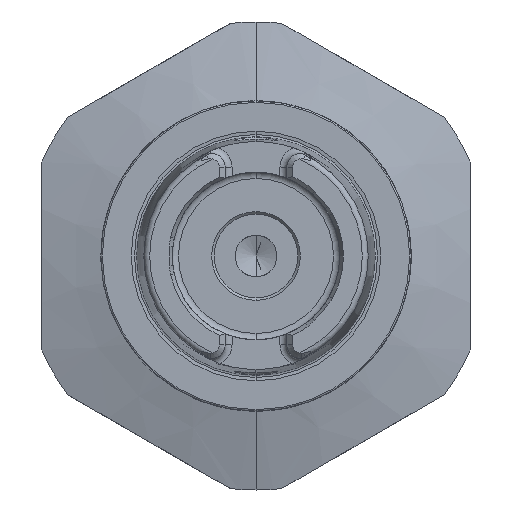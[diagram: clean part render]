
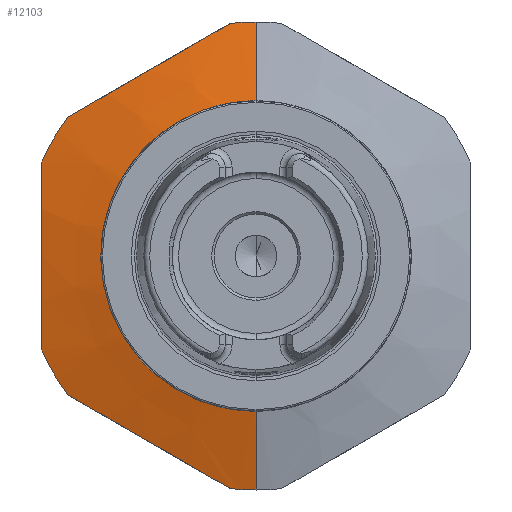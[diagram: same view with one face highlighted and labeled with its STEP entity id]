
A CAD part, left-side view. The second image highlights one B-rep face of the part: STEP entity #12103.
In plain terms, the highlighted conical face has half-angle 75 degrees and reference radius 50.259 mm.
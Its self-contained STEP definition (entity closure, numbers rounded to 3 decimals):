
#23 = CARTESIAN_POINT ( 'NONE',  ( 48.186, 35.519, -29.723 ) ) ;
#74 = CARTESIAN_POINT ( 'NONE',  ( 49.267, 0., 0. ) ) ;
#132 = DIRECTION ( 'NONE',  ( 0., 0., -1. ) ) ;
#530 = EDGE_CURVE ( 'NONE', #2500, #8186, #11167, .T. ) ;
#721 = CARTESIAN_POINT ( 'NONE',  ( 47.362, 21.75, 37.672 ) ) ;
#800 = CARTESIAN_POINT ( 'NONE',  ( 47.55, 43.5, -6.33 ) ) ;
#1101 = DIRECTION ( 'NONE',  ( 0., 0., -1. ) ) ;
#1255 = ORIENTED_EDGE ( 'NONE', *, *, #4940, .F. ) ;
#1545 = EDGE_CURVE ( 'NONE', #14070, #10039, #14444, .T. ) ;
#1752 = VERTEX_POINT ( 'NONE', #5982 ) ;
#1802 = CARTESIAN_POINT ( 'NONE',  ( 48.528, 38.273, 28.133 ) ) ;
#1846 = CARTESIAN_POINT ( 'NONE',  ( 47.916, 10.735, 44.032 ) ) ;
#1902 = CARTESIAN_POINT ( 'NONE',  ( 48.528, 0., -47.5 ) ) ;
#1923 = CARTESIAN_POINT ( 'NONE',  ( 47.457, 43.5, 3.213 ) ) ;
#2500 = VERTEX_POINT ( 'NONE', #12204 ) ;
#2628 = DIRECTION ( 'NONE',  ( -1., 0., 0. ) ) ;
#2917 = AXIS2_PLACEMENT_3D ( 'NONE', #15013, #8020, #1101 ) ;
#3021 = CARTESIAN_POINT ( 'NONE',  ( 48.528, 5.227, 47.211 ) ) ;
#3099 = CARTESIAN_POINT ( 'NONE',  ( 47.917, 43.5, 12.738 ) ) ;
#3111 = ORIENTED_EDGE ( 'NONE', *, *, #10123, .F. ) ;
#3378 = DIRECTION ( 'NONE',  ( 1., 0., 0. ) ) ;
#3474 = CARTESIAN_POINT ( 'NONE',  ( 48.528, 5.227, -47.211 ) ) ;
#3751 = AXIS2_PLACEMENT_3D ( 'NONE', #6781, #14907, #7924 ) ;
#3969 = CIRCLE ( 'NONE', #5187, 26.741 ) ;
#4237 = CARTESIAN_POINT ( 'NONE',  ( 48.528, 0., 47.5 ) ) ;
#4266 = CARTESIAN_POINT ( 'NONE',  ( 48.528, 43.5, 19.079 ) ) ;
#4312 = ORIENTED_EDGE ( 'NONE', *, *, #11599, .F. ) ;
#4491 = DIRECTION ( 'NONE',  ( 0.259, 0., 0.966 ) ) ;
#4530 = ORIENTED_EDGE ( 'NONE', *, *, #9033, .F. ) ;
#4624 = CARTESIAN_POINT ( 'NONE',  ( 47.916, 10.735, -44.032 ) ) ;
#4940 = EDGE_CURVE ( 'NONE', #11469, #14586, #15044, .T. ) ;
#5170 = B_SPLINE_CURVE_WITH_KNOTS ( 'NONE', 3,
 ( #1802, #7536, #14618, #7632, #721, #8811, #1846, #9992, #3021 ),
 .UNSPECIFIED., .F., .F.,
 ( 4, 2, 1, 2, 4 ),
 ( 0., 0.01, 0.019, 0.029, 0.038 ),
 .UNSPECIFIED. ) ;
#5187 = AXIS2_PLACEMENT_3D ( 'NONE', #9615, #2628, #10771 ) ;
#5319 = AXIS2_PLACEMENT_3D ( 'NONE', #74, #7064, #132 ) ;
#5382 = CARTESIAN_POINT ( 'NONE',  ( 48.185, 43.5, -15.89 ) ) ;
#5449 = ORIENTED_EDGE ( 'NONE', *, *, #530, .F. ) ;
#5663 = CARTESIAN_POINT ( 'NONE',  ( 49.267, 0., -50.259 ) ) ;
#5734 = VERTEX_POINT ( 'NONE', #12916 ) ;
#5793 = CARTESIAN_POINT ( 'NONE',  ( 47.362, 21.75, -37.672 ) ) ;
#5982 = CARTESIAN_POINT ( 'NONE',  ( 48.528, 43.5, 19.079 ) ) ;
#6005 = ORIENTED_EDGE ( 'NONE', *, *, #6935, .F. ) ;
#6075 = DIRECTION ( 'NONE',  ( 1., 0., 0. ) ) ;
#6534 = AXIS2_PLACEMENT_3D ( 'NONE', #10316, #3378, #11491 ) ;
#6619 = VECTOR ( 'NONE', #4491, 1000. ) ;
#6684 = CARTESIAN_POINT ( 'NONE',  ( 48.528, 38.273, 28.133 ) ) ;
#6758 = CARTESIAN_POINT ( 'NONE',  ( 42.966, 0., 26.741 ) ) ;
#6781 = CARTESIAN_POINT ( 'NONE',  ( 48.528, 0., 0. ) ) ;
#6804 = CARTESIAN_POINT ( 'NONE',  ( 49.267, 0., 50.259 ) ) ;
#6935 = EDGE_CURVE ( 'NONE', #8186, #9475, #10437, .T. ) ;
#6975 = CARTESIAN_POINT ( 'NONE',  ( 47.916, 32.765, -31.313 ) ) ;
#7047 = EDGE_LOOP ( 'NONE', ( #4530, #9232, #3111, #12928, #11801, #12033, #1255, #4312, #6005, #5449 ) ) ;
#7064 = DIRECTION ( 'NONE',  ( 1., 0., 0. ) ) ;
#7509 = CIRCLE ( 'NONE', #2917, 47.5 ) ;
#7536 = CARTESIAN_POINT ( 'NONE',  ( 48.186, 35.519, 29.723 ) ) ;
#7600 = B_SPLINE_CURVE_WITH_KNOTS ( 'NONE', 3,
 ( #10023, #5382, #7714, #800, #8894, #1923, #10070, #3099, #11215, #4266 ),
 .UNSPECIFIED., .F., .F.,
 ( 4, 2, 2, 2, 4 ),
 ( 0.048, 0.057, 0.067, 0.076, 0.086 ),
 .UNSPECIFIED. ) ;
#7632 = CARTESIAN_POINT ( 'NONE',  ( 47.551, 27.258, 34.492 ) ) ;
#7714 = CARTESIAN_POINT ( 'NONE',  ( 47.914, 43.5, -12.701 ) ) ;
#7790 = CARTESIAN_POINT ( 'NONE',  ( 48.528, 5.227, -47.211 ) ) ;
#7878 = CARTESIAN_POINT ( 'NONE',  ( 48.528, 38.273, -28.133 ) ) ;
#7924 = DIRECTION ( 'NONE',  ( 0., 0., -1. ) ) ;
#8020 = DIRECTION ( 'NONE',  ( 1., 0., 0. ) ) ;
#8116 = CARTESIAN_POINT ( 'NONE',  ( 48.528, 38.273, -28.133 ) ) ;
#8117 = CARTESIAN_POINT ( 'NONE',  ( 48.528, 43.5, -19.079 ) ) ;
#8186 = VERTEX_POINT ( 'NONE', #1902 ) ;
#8811 = CARTESIAN_POINT ( 'NONE',  ( 47.551, 16.242, 40.852 ) ) ;
#8894 = CARTESIAN_POINT ( 'NONE',  ( 47.456, 43.5, -3.147 ) ) ;
#9033 = EDGE_CURVE ( 'NONE', #14070, #2500, #3969, .T. ) ;
#9232 = ORIENTED_EDGE ( 'NONE', *, *, #1545, .T. ) ;
#9475 = VERTEX_POINT ( 'NONE', #7790 ) ;
#9615 = CARTESIAN_POINT ( 'NONE',  ( 42.966, 0., 0. ) ) ;
#9992 = CARTESIAN_POINT ( 'NONE',  ( 48.186, 7.981, 45.622 ) ) ;
#9998 = EDGE_CURVE ( 'NONE', #12930, #5734, #5170, .T. ) ;
#10006 = AXIS2_PLACEMENT_3D ( 'NONE', #13061, #6075, #14227 ) ;
#10023 = CARTESIAN_POINT ( 'NONE',  ( 48.528, 43.5, -19.079 ) ) ;
#10039 = VERTEX_POINT ( 'NONE', #4237 ) ;
#10070 = CARTESIAN_POINT ( 'NONE',  ( 47.552, 43.5, 6.389 ) ) ;
#10123 = EDGE_CURVE ( 'NONE', #5734, #10039, #13593, .T. ) ;
#10316 = CARTESIAN_POINT ( 'NONE',  ( 48.528, 0., 0. ) ) ;
#10437 = CIRCLE ( 'NONE', #6534, 47.5 ) ;
#10602 = EDGE_CURVE ( 'NONE', #14586, #1752, #7600, .T. ) ;
#10771 = DIRECTION ( 'NONE',  ( 0., 0., 1. ) ) ;
#11167 = LINE ( 'NONE', #5663, #14276 ) ;
#11215 = CARTESIAN_POINT ( 'NONE',  ( 48.187, 43.5, 15.909 ) ) ;
#11469 = VERTEX_POINT ( 'NONE', #7878 ) ;
#11491 = DIRECTION ( 'NONE',  ( 0., 0., -1. ) ) ;
#11542 = CARTESIAN_POINT ( 'NONE',  ( 48.186, 7.981, -45.622 ) ) ;
#11599 = EDGE_CURVE ( 'NONE', #9475, #11469, #14828, .T. ) ;
#11801 = ORIENTED_EDGE ( 'NONE', *, *, #14527, .F. ) ;
#11969 = DIRECTION ( 'NONE',  ( 0.259, 0., -0.966 ) ) ;
#12033 = ORIENTED_EDGE ( 'NONE', *, *, #10602, .F. ) ;
#12103 = ADVANCED_FACE ( 'NONE', ( #13143 ), #12775, .T. ) ;
#12204 = CARTESIAN_POINT ( 'NONE',  ( 42.966, 0., -26.741 ) ) ;
#12775 = CONICAL_SURFACE ( 'NONE', #5319, 50.259, 1.309 ) ;
#12788 = CARTESIAN_POINT ( 'NONE',  ( 47.551, 16.242, -40.852 ) ) ;
#12916 = CARTESIAN_POINT ( 'NONE',  ( 48.528, 5.227, 47.211 ) ) ;
#12928 = ORIENTED_EDGE ( 'NONE', *, *, #9998, .F. ) ;
#12930 = VERTEX_POINT ( 'NONE', #6684 ) ;
#13061 = CARTESIAN_POINT ( 'NONE',  ( 48.528, 0., 0. ) ) ;
#13143 = FACE_OUTER_BOUND ( 'NONE', #7047, .T. ) ;
#13593 = CIRCLE ( 'NONE', #3751, 47.5 ) ;
#13951 = CARTESIAN_POINT ( 'NONE',  ( 47.551, 27.258, -34.492 ) ) ;
#14070 = VERTEX_POINT ( 'NONE', #6758 ) ;
#14227 = DIRECTION ( 'NONE',  ( 0., 0., -1. ) ) ;
#14276 = VECTOR ( 'NONE', #11969, 1000. ) ;
#14444 = LINE ( 'NONE', #6804, #6619 ) ;
#14527 = EDGE_CURVE ( 'NONE', #1752, #12930, #7509, .T. ) ;
#14586 = VERTEX_POINT ( 'NONE', #8117 ) ;
#14618 = CARTESIAN_POINT ( 'NONE',  ( 47.916, 32.765, 31.313 ) ) ;
#14828 = B_SPLINE_CURVE_WITH_KNOTS ( 'NONE', 3,
 ( #3474, #11542, #4624, #12788, #5793, #13951, #6975, #23, #8116 ),
 .UNSPECIFIED., .F., .F.,
 ( 4, 2, 1, 2, 4 ),
 ( 0., 0.01, 0.019, 0.029, 0.038 ),
 .UNSPECIFIED. ) ;
#14907 = DIRECTION ( 'NONE',  ( 1., 0., 0. ) ) ;
#15013 = CARTESIAN_POINT ( 'NONE',  ( 48.528, 0., 0. ) ) ;
#15044 = CIRCLE ( 'NONE', #10006, 47.5 ) ;
